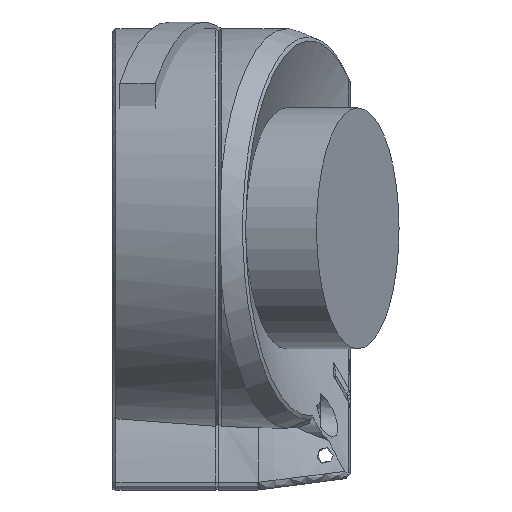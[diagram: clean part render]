
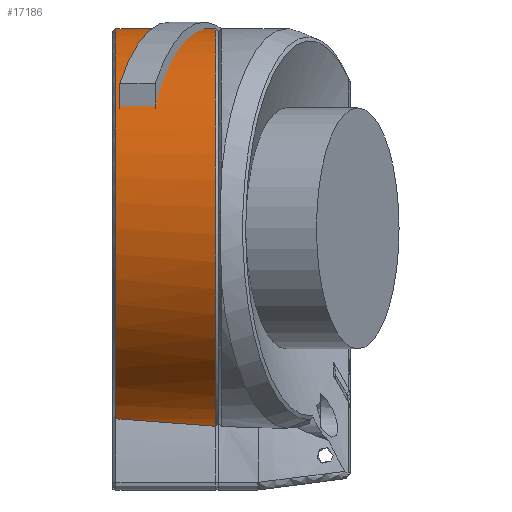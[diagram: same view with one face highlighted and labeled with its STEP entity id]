
A CAD part, front view. The second image highlights one B-rep face of the part: STEP entity #17186.
In plain terms, the highlighted cylindrical face has radius 26.5 mm (diameter 53 mm), a partial arc.
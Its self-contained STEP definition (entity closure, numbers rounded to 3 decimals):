
#256=CYLINDRICAL_SURFACE('',#18198,26.5);
#1534=B_SPLINE_CURVE_WITH_KNOTS('',3,(#35569,#35570,#35571,#35572,#35573,
#35574,#35575,#35576,#35577,#35578),.UNSPECIFIED.,.F.,.F.,(4,1,1,1,1,1,
1,4),(-1.259,-0.823,-0.374,0.075,
0.524,0.973,1.421,1.87),
 .UNSPECIFIED.);
#1536=B_SPLINE_CURVE_WITH_KNOTS('',3,(#35588,#35589,#35590,#35591),
 .UNSPECIFIED.,.F.,.F.,(4,4),(-1.259,-1.259),
 .UNSPECIFIED.);
#1537=B_SPLINE_CURVE_WITH_KNOTS('',3,(#35597,#35598,#35599,#35600),
 .UNSPECIFIED.,.F.,.F.,(4,4),(4.197,4.198),
 .UNSPECIFIED.);
#1548=B_SPLINE_CURVE_WITH_KNOTS('',3,(#35702,#35703,#35704,#35705,#35706,
#35707),.UNSPECIFIED.,.F.,.F.,(4,2,4),(1.,1.619,
2.21),.UNSPECIFIED.);
#1549=B_SPLINE_CURVE_WITH_KNOTS('',3,(#35709,#35710,#35711,#35712),
 .UNSPECIFIED.,.F.,.F.,(4,4),(6.868,6.868),
 .UNSPECIFIED.);
#1550=B_SPLINE_CURVE_WITH_KNOTS('',3,(#35714,#35715,#35716,#35717),
 .UNSPECIFIED.,.F.,.F.,(4,4),(1.438,1.438),
 .UNSPECIFIED.);
#1551=B_SPLINE_CURVE_WITH_KNOTS('',3,(#35719,#35720,#35721,#35722,#35723,
#35724,#35725,#35726,#35727,#35728),.UNSPECIFIED.,.F.,.F.,(4,1,1,1,1,1,
1,4),(-1.875,-1.4,-0.924,-0.449,
0.026,0.502,0.977,1.438),
 .UNSPECIFIED.);
#1552=B_SPLINE_CURVE_WITH_KNOTS('',3,(#35729,#35730,#35731,#35732),
 .UNSPECIFIED.,.F.,.F.,(4,4),(-1.275,-1.266),
 .UNSPECIFIED.);
#2343=FACE_OUTER_BOUND('',#3297,.T.);
#3297=EDGE_LOOP('',(#14919,#14920,#14921,#14922,#14923,#14924,#14925,#14926,
#14927));
#4653=LINE('',#35690,#6137);
#6137=VECTOR('',#21150,10.);
#7861=VERTEX_POINT('',#35567);
#7862=VERTEX_POINT('',#35568);
#7863=VERTEX_POINT('',#35580);
#7865=VERTEX_POINT('',#35595);
#7878=VERTEX_POINT('',#35689);
#7880=VERTEX_POINT('',#35701);
#7881=VERTEX_POINT('',#35708);
#7882=VERTEX_POINT('',#35713);
#7883=VERTEX_POINT('',#35718);
#10263=EDGE_CURVE('',#7861,#7862,#1534,.T.);
#10266=EDGE_CURVE('',#7863,#7861,#1536,.T.);
#10269=EDGE_CURVE('',#7865,#7863,#1537,.T.);
#10290=EDGE_CURVE('',#7862,#7878,#4653,.T.);
#10293=EDGE_CURVE('',#7865,#7880,#1548,.T.);
#10294=EDGE_CURVE('',#7881,#7880,#1549,.T.);
#10295=EDGE_CURVE('',#7882,#7881,#1550,.T.);
#10296=EDGE_CURVE('',#7883,#7882,#1551,.T.);
#10297=EDGE_CURVE('',#7878,#7883,#1552,.T.);
#14919=ORIENTED_EDGE('',*,*,#10263,.F.);
#14920=ORIENTED_EDGE('',*,*,#10266,.F.);
#14921=ORIENTED_EDGE('',*,*,#10269,.F.);
#14922=ORIENTED_EDGE('',*,*,#10293,.T.);
#14923=ORIENTED_EDGE('',*,*,#10294,.F.);
#14924=ORIENTED_EDGE('',*,*,#10295,.F.);
#14925=ORIENTED_EDGE('',*,*,#10296,.F.);
#14926=ORIENTED_EDGE('',*,*,#10297,.F.);
#14927=ORIENTED_EDGE('',*,*,#10290,.F.);
#17186=ADVANCED_FACE('',(#2343),#256,.T.);
#18198=AXIS2_PLACEMENT_3D('',#35700,#21151,#21152);
#21150=DIRECTION('',(0.94,-0.342,0.));
#21151=DIRECTION('center_axis',(0.94,-0.342,0.));
#21152=DIRECTION('ref_axis',(-0.342,-0.94,0.));
#35567=CARTESIAN_POINT('',(48.598,-26.686,68.999));
#35568=CARTESIAN_POINT('',(48.598,-9.711,119.541));
#35569=CARTESIAN_POINT('Ctrl Pts',(48.598,-26.686,68.999));
#35570=CARTESIAN_POINT('Ctrl Pts',(48.596,-30.599,70.166));
#35571=CARTESIAN_POINT('Ctrl Pts',(48.589,-37.985,74.188));
#35572=CARTESIAN_POINT('Ctrl Pts',(48.578,-45.296,84.192));
#35573=CARTESIAN_POINT('Ctrl Pts',(48.574,-47.244,96.324));
#35574=CARTESIAN_POINT('Ctrl Pts',(48.581,-43.381,108.039));
#35575=CARTESIAN_POINT('Ctrl Pts',(48.593,-34.48,116.98));
#35576=CARTESIAN_POINT('Ctrl Pts',(48.601,-22.352,121.38));
#35577=CARTESIAN_POINT('Ctrl Pts',(48.6,-13.731,120.728));
#35578=CARTESIAN_POINT('Ctrl Pts',(48.598,-9.711,119.541));
#35580=CARTESIAN_POINT('',(48.598,-26.684,68.998));
#35588=CARTESIAN_POINT('Ctrl Pts',(48.598,-26.684,68.998));
#35589=CARTESIAN_POINT('Ctrl Pts',(48.598,-26.685,68.998));
#35590=CARTESIAN_POINT('Ctrl Pts',(48.598,-26.686,68.998));
#35591=CARTESIAN_POINT('Ctrl Pts',(48.598,-26.686,68.999));
#35595=CARTESIAN_POINT('',(48.6,-26.687,68.998));
#35597=CARTESIAN_POINT('Ctrl Pts',(48.6,-26.687,68.998));
#35598=CARTESIAN_POINT('Ctrl Pts',(48.599,-26.686,68.998));
#35599=CARTESIAN_POINT('Ctrl Pts',(48.599,-26.685,68.998));
#35600=CARTESIAN_POINT('Ctrl Pts',(48.598,-26.684,68.998));
#35689=CARTESIAN_POINT('',(61.802,-14.517,119.541));
#35690=CARTESIAN_POINT('',(59.899,-13.824,119.541));
#35700=CARTESIAN_POINT('Origin',(57.183,-21.287,94.259));
#35701=CARTESIAN_POINT('',(61.8,-26.852,68.012));
#35702=CARTESIAN_POINT('Ctrl Pts',(48.6,-26.687,68.998));
#35703=CARTESIAN_POINT('Ctrl Pts',(50.825,-26.727,68.769));
#35704=CARTESIAN_POINT('Ctrl Pts',(53.083,-26.761,68.569));
#35705=CARTESIAN_POINT('Ctrl Pts',(57.502,-26.816,68.241));
#35706=CARTESIAN_POINT('Ctrl Pts',(59.663,-26.837,68.111));
#35707=CARTESIAN_POINT('Ctrl Pts',(61.8,-26.852,68.012));
#35708=CARTESIAN_POINT('',(61.8,-26.852,68.012));
#35709=CARTESIAN_POINT('Ctrl Pts',(61.8,-26.852,68.012));
#35710=CARTESIAN_POINT('Ctrl Pts',(61.8,-26.852,68.012));
#35711=CARTESIAN_POINT('Ctrl Pts',(61.8,-26.852,68.012));
#35712=CARTESIAN_POINT('Ctrl Pts',(61.8,-26.852,68.012));
#35713=CARTESIAN_POINT('',(61.8,-26.852,68.012));
#35714=CARTESIAN_POINT('Ctrl Pts',(61.8,-26.852,68.012));
#35715=CARTESIAN_POINT('Ctrl Pts',(61.8,-26.852,68.012));
#35716=CARTESIAN_POINT('Ctrl Pts',(61.8,-26.852,68.012));
#35717=CARTESIAN_POINT('Ctrl Pts',(61.8,-26.852,68.012));
#35718=CARTESIAN_POINT('',(61.802,-14.65,119.58));
#35719=CARTESIAN_POINT('Ctrl Pts',(61.802,-14.65,119.58));
#35720=CARTESIAN_POINT('Ctrl Pts',(61.8,-18.925,120.82));
#35721=CARTESIAN_POINT('Ctrl Pts',(61.799,-28.102,121.347));
#35722=CARTESIAN_POINT('Ctrl Pts',(61.808,-40.709,116.149));
#35723=CARTESIAN_POINT('Ctrl Pts',(61.821,-49.383,106.138));
#35724=CARTESIAN_POINT('Ctrl Pts',(61.826,-52.236,93.537));
#35725=CARTESIAN_POINT('Ctrl Pts',(61.819,-48.682,81.091));
#35726=CARTESIAN_POINT('Ctrl Pts',(61.807,-39.551,71.623));
#35727=CARTESIAN_POINT('Ctrl Pts',(61.801,-31.137,68.573));
#35728=CARTESIAN_POINT('Ctrl Pts',(61.8,-26.852,68.012));
#35729=CARTESIAN_POINT('Ctrl Pts',(61.802,-14.517,119.541));
#35730=CARTESIAN_POINT('Ctrl Pts',(61.802,-14.561,119.554));
#35731=CARTESIAN_POINT('Ctrl Pts',(61.802,-14.606,119.567));
#35732=CARTESIAN_POINT('Ctrl Pts',(61.802,-14.65,119.58));
